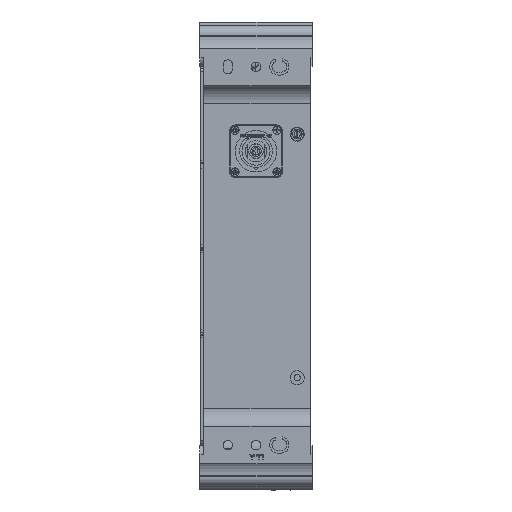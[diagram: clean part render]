
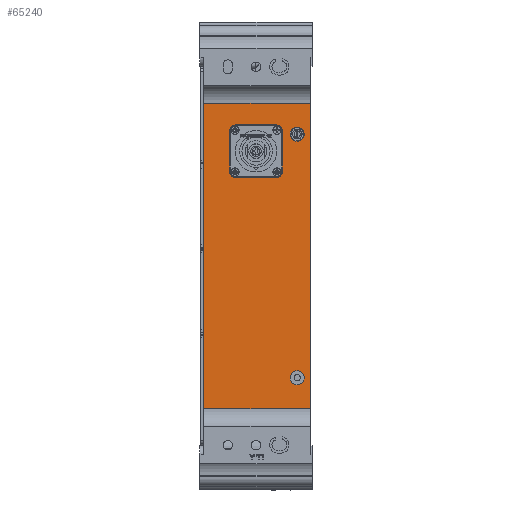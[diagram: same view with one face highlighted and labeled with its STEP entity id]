
A CAD part, left-side view. The second image highlights one B-rep face of the part: STEP entity #65240.
In plain terms, the highlighted planar face has unit normal (-1, 0, 0).
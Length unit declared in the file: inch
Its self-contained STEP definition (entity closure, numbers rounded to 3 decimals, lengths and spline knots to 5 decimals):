
#268 = VERTEX_POINT ( 'NONE', #150611 ) ;
#676 = EDGE_LOOP ( 'NONE', ( #136916, #109501 ) ) ;
#5619 = AXIS2_PLACEMENT_3D ( 'NONE', #114305, #43937, #126188 ) ;
#5955 = CIRCLE ( 'NONE', #31669, 0.1875 ) ;
#6868 = FACE_BOUND ( 'NONE', #676, .T. ) ;
#7320 = EDGE_CURVE ( 'NONE', #36552, #111560, #58761, .T. ) ;
#7997 = EDGE_CURVE ( 'NONE', #52214, #95778, #143044, .T. ) ;
#9516 = AXIS2_PLACEMENT_3D ( 'NONE', #95442, #24912, #107239 ) ;
#10192 = CIRCLE ( 'NONE', #150465, 0.1875 ) ;
#11481 = VECTOR ( 'NONE', #126660, 39.37008 ) ;
#12383 = VECTOR ( 'NONE', #25657, 39.37008 ) ;
#12797 = CARTESIAN_POINT ( 'NONE',  ( -17.1875, 0.895, 4.08649 ) ) ;
#15145 = DIRECTION ( 'NONE',  ( 1., 0., 0. ) ) ;
#15559 = CIRCLE ( 'NONE', #143138, 0.14 ) ;
#18739 = DIRECTION ( 'NONE',  ( 0., 0., 1. ) ) ;
#21606 = AXIS2_PLACEMENT_3D ( 'NONE', #26754, #109097, #38628 ) ;
#24431 = CARTESIAN_POINT ( 'NONE',  ( -17.1875, -1.06, 3.36 ) ) ;
#24595 = DIRECTION ( 'NONE',  ( 0., 0., -1. ) ) ;
#24912 = DIRECTION ( 'NONE',  ( -1., 0., 0. ) ) ;
#25657 = DIRECTION ( 'NONE',  ( 0., 1., 0. ) ) ;
#26663 = EDGE_LOOP ( 'NONE', ( #150164, #95734 ) ) ;
#26754 = CARTESIAN_POINT ( 'NONE',  ( -17.1875, -1.6, 3.25 ) ) ;
#30599 = ORIENTED_EDGE ( 'NONE', *, *, #131136, .T. ) ;
#30605 = DIRECTION ( 'NONE',  ( -1., 0., 0. ) ) ;
#30748 = CARTESIAN_POINT ( 'NONE',  ( -17.1875, -1.6, 3.0625 ) ) ;
#31669 = AXIS2_PLACEMENT_3D ( 'NONE', #85719, #15145, #97482 ) ;
#35208 = ORIENTED_EDGE ( 'NONE', *, *, #121042, .T. ) ;
#36279 = DIRECTION ( 'NONE',  ( 0., 0., 1. ) ) ;
#36552 = VERTEX_POINT ( 'NONE', #90148 ) ;
#36818 = VERTEX_POINT ( 'NONE', #61843 ) ;
#37427 = DIRECTION ( 'NONE',  ( -1., 0., 0. ) ) ;
#38229 = VERTEX_POINT ( 'NONE', #57799 ) ;
#38628 = DIRECTION ( 'NONE',  ( 0., 0., 1. ) ) ;
#40401 = EDGE_CURVE ( 'NONE', #36818, #95645, #86618, .T. ) ;
#40421 = EDGE_CURVE ( 'NONE', #111560, #36552, #145478, .T. ) ;
#40659 = CARTESIAN_POINT ( 'NONE',  ( -17.1875, -1.06, 3.5 ) ) ;
#40780 = EDGE_LOOP ( 'NONE', ( #53179, #88621, #117291, #90445, #129320, #64913, #50923, #136802 ) ) ;
#43793 = LINE ( 'NONE', #72636, #12383 ) ;
#43937 = DIRECTION ( 'NONE',  ( -1., 0., 0. ) ) ;
#43979 = CARTESIAN_POINT ( 'NONE',  ( -17.1875, 0.2, 2.24 ) ) ;
#44497 = VERTEX_POINT ( 'NONE', #43979 ) ;
#47045 = LINE ( 'NONE', #53321, #140948 ) ;
#48823 = PLANE ( 'NONE',  #131907 ) ;
#49510 = VECTOR ( 'NONE', #24595, 39.37008 ) ;
#50923 = ORIENTED_EDGE ( 'NONE', *, *, #143285, .F. ) ;
#52214 = VERTEX_POINT ( 'NONE', #80409 ) ;
#52844 = VECTOR ( 'NONE', #101748, 39.37008 ) ;
#53179 = ORIENTED_EDGE ( 'NONE', *, *, #132524, .F. ) ;
#53321 = CARTESIAN_POINT ( 'NONE',  ( -17.1875, 0.2, 3.36 ) ) ;
#54067 = VECTOR ( 'NONE', #18739, 39.37008 ) ;
#56216 = VERTEX_POINT ( 'NONE', #111408 ) ;
#57799 = CARTESIAN_POINT ( 'NONE',  ( -17.1875, 0.895, -4.08649 ) ) ;
#58171 = CARTESIAN_POINT ( 'NONE',  ( -17.1875, -1.6, -3.25 ) ) ;
#58761 = CIRCLE ( 'NONE', #21606, 0.1875 ) ;
#61339 = AXIS2_PLACEMENT_3D ( 'NONE', #101166, #30605, #112928 ) ;
#61843 = CARTESIAN_POINT ( 'NONE',  ( -17.1875, -1.2, 3.36 ) ) ;
#64913 = ORIENTED_EDGE ( 'NONE', *, *, #147540, .F. ) ;
#65240 = ADVANCED_FACE ( 'NONE', ( #128399, #97065, #6868, #65891 ), #48823, .T. ) ;
#65891 = FACE_BOUND ( 'NONE', #26663, .T. ) ;
#66675 = VERTEX_POINT ( 'NONE', #112483 ) ;
#67010 = DIRECTION ( 'NONE',  ( -1., 0., 0. ) ) ;
#69994 = DIRECTION ( 'NONE',  ( 0., 0., -1. ) ) ;
#72636 = CARTESIAN_POINT ( 'NONE',  ( -17.1875, -2., -4.08649 ) ) ;
#77157 = LINE ( 'NONE', #12797, #49510 ) ;
#77207 = CARTESIAN_POINT ( 'NONE',  ( -17.1875, 0.06, 3.5 ) ) ;
#80409 = CARTESIAN_POINT ( 'NONE',  ( -17.1875, 0.06, 2.1 ) ) ;
#85016 = VECTOR ( 'NONE', #118355, 39.37008 ) ;
#85719 = CARTESIAN_POINT ( 'NONE',  ( -17.1875, -1.6, -3.25 ) ) ;
#86618 = CIRCLE ( 'NONE', #138751, 0.14 ) ;
#88621 = ORIENTED_EDGE ( 'NONE', *, *, #119192, .F. ) ;
#89923 = CARTESIAN_POINT ( 'NONE',  ( -17.1875, -1.06, 2.1 ) ) ;
#90148 = CARTESIAN_POINT ( 'NONE',  ( -17.1875, -1.6, 3.4375 ) ) ;
#90445 = ORIENTED_EDGE ( 'NONE', *, *, #92320, .F. ) ;
#92320 = EDGE_CURVE ( 'NONE', #95645, #95718, #136822, .T. ) ;
#95442 = CARTESIAN_POINT ( 'NONE',  ( -17.1875, -1.6, 3.25 ) ) ;
#95645 = VERTEX_POINT ( 'NONE', #40659 ) ;
#95718 = VERTEX_POINT ( 'NONE', #77207 ) ;
#95734 = ORIENTED_EDGE ( 'NONE', *, *, #129201, .T. ) ;
#95778 = VERTEX_POINT ( 'NONE', #124977 ) ;
#97065 = FACE_BOUND ( 'NONE', #40780, .T. ) ;
#97482 = DIRECTION ( 'NONE',  ( 0., 0., -1. ) ) ;
#101166 = CARTESIAN_POINT ( 'NONE',  ( -17.1875, 0.06, 3.36 ) ) ;
#101748 = DIRECTION ( 'NONE',  ( 0., -1., 0. ) ) ;
#104716 = CARTESIAN_POINT ( 'NONE',  ( -17.1875, -1.6, -3.0625 ) ) ;
#104817 = EDGE_LOOP ( 'NONE', ( #109475, #30599, #35208, #152593 ) ) ;
#106754 = DIRECTION ( 'NONE',  ( -1., 0., 0. ) ) ;
#107239 = DIRECTION ( 'NONE',  ( 0., 0., 1. ) ) ;
#107822 = CARTESIAN_POINT ( 'NONE',  ( -17.1875, 0.2, 3.36 ) ) ;
#107897 = CARTESIAN_POINT ( 'NONE',  ( -17.1875, -2., 4.08649 ) ) ;
#108488 = VERTEX_POINT ( 'NONE', #149939 ) ;
#109097 = DIRECTION ( 'NONE',  ( -1., 0., 0. ) ) ;
#109475 = ORIENTED_EDGE ( 'NONE', *, *, #150108, .F. ) ;
#109501 = ORIENTED_EDGE ( 'NONE', *, *, #40421, .F. ) ;
#110261 = EDGE_CURVE ( 'NONE', #66675, #148189, #10192, .T. ) ;
#111408 = CARTESIAN_POINT ( 'NONE',  ( -17.1875, -1.2, 2.24 ) ) ;
#111560 = VERTEX_POINT ( 'NONE', #30748 ) ;
#112483 = CARTESIAN_POINT ( 'NONE',  ( -17.1875, -1.6, -3.4375 ) ) ;
#112804 = CARTESIAN_POINT ( 'NONE',  ( -17.1875, 0.895, 4.08649 ) ) ;
#112845 = CARTESIAN_POINT ( 'NONE',  ( -17.1875, -1.95, 4.08649 ) ) ;
#112928 = DIRECTION ( 'NONE',  ( 0., 0., 1. ) ) ;
#114305 = CARTESIAN_POINT ( 'NONE',  ( -17.1875, 0.06, 2.24 ) ) ;
#114770 = CARTESIAN_POINT ( 'NONE',  ( -17.1875, -1.06, 3.5 ) ) ;
#116202 = CARTESIAN_POINT ( 'NONE',  ( -17.1875, -1.2, 3.36 ) ) ;
#117291 = ORIENTED_EDGE ( 'NONE', *, *, #136263, .F. ) ;
#118355 = DIRECTION ( 'NONE',  ( 0., 1., 0. ) ) ;
#119192 = EDGE_CURVE ( 'NONE', #145873, #44497, #47045, .T. ) ;
#119700 = DIRECTION ( 'NONE',  ( 0., 0., 1. ) ) ;
#121042 = EDGE_CURVE ( 'NONE', #268, #127948, #147599, .T. ) ;
#124977 = CARTESIAN_POINT ( 'NONE',  ( -17.1875, -1.06, 2.1 ) ) ;
#126188 = DIRECTION ( 'NONE',  ( 0., 0., 1. ) ) ;
#126660 = DIRECTION ( 'NONE',  ( 0., 1., 0. ) ) ;
#127084 = EDGE_CURVE ( 'NONE', #127948, #38229, #77157, .T. ) ;
#127948 = VERTEX_POINT ( 'NONE', #112804 ) ;
#128399 = FACE_OUTER_BOUND ( 'NONE', #104817, .T. ) ;
#129201 = EDGE_CURVE ( 'NONE', #148189, #66675, #5955, .T. ) ;
#129320 = ORIENTED_EDGE ( 'NONE', *, *, #40401, .F. ) ;
#131136 = EDGE_CURVE ( 'NONE', #108488, #268, #144215, .T. ) ;
#131907 = AXIS2_PLACEMENT_3D ( 'NONE', #107897, #37427, #119700 ) ;
#132524 = EDGE_CURVE ( 'NONE', #44497, #52214, #136015, .T. ) ;
#136015 = CIRCLE ( 'NONE', #5619, 0.14 ) ;
#136263 = EDGE_CURVE ( 'NONE', #95718, #145873, #140494, .T. ) ;
#136802 = ORIENTED_EDGE ( 'NONE', *, *, #7997, .F. ) ;
#136822 = LINE ( 'NONE', #114770, #11481 ) ;
#136916 = ORIENTED_EDGE ( 'NONE', *, *, #7320, .F. ) ;
#137484 = CARTESIAN_POINT ( 'NONE',  ( -17.1875, -1.06, 2.24 ) ) ;
#138751 = AXIS2_PLACEMENT_3D ( 'NONE', #24431, #106754, #36279 ) ;
#139482 = DIRECTION ( 'NONE',  ( 0., 0., 1. ) ) ;
#140484 = DIRECTION ( 'NONE',  ( 1., 0., 0. ) ) ;
#140494 = CIRCLE ( 'NONE', #61339, 0.14 ) ;
#140948 = VECTOR ( 'NONE', #147440, 39.37008 ) ;
#141618 = CARTESIAN_POINT ( 'NONE',  ( -17.1875, -2., 4.08649 ) ) ;
#143044 = LINE ( 'NONE', #89923, #52844 ) ;
#143138 = AXIS2_PLACEMENT_3D ( 'NONE', #137484, #67010, #149276 ) ;
#143243 = VECTOR ( 'NONE', #139482, 39.37008 ) ;
#143285 = EDGE_CURVE ( 'NONE', #95778, #56216, #15559, .T. ) ;
#144215 = LINE ( 'NONE', #112845, #54067 ) ;
#145478 = CIRCLE ( 'NONE', #9516, 0.1875 ) ;
#145873 = VERTEX_POINT ( 'NONE', #107822 ) ;
#146942 = LINE ( 'NONE', #116202, #143243 ) ;
#147440 = DIRECTION ( 'NONE',  ( 0., 0., -1. ) ) ;
#147540 = EDGE_CURVE ( 'NONE', #56216, #36818, #146942, .T. ) ;
#147599 = LINE ( 'NONE', #141618, #85016 ) ;
#148189 = VERTEX_POINT ( 'NONE', #104716 ) ;
#149276 = DIRECTION ( 'NONE',  ( 0., 0., -1. ) ) ;
#149939 = CARTESIAN_POINT ( 'NONE',  ( -17.1875, -1.95, -4.08649 ) ) ;
#150108 = EDGE_CURVE ( 'NONE', #108488, #38229, #43793, .T. ) ;
#150164 = ORIENTED_EDGE ( 'NONE', *, *, #110261, .T. ) ;
#150465 = AXIS2_PLACEMENT_3D ( 'NONE', #58171, #140484, #69994 ) ;
#150611 = CARTESIAN_POINT ( 'NONE',  ( -17.1875, -1.95, 4.08649 ) ) ;
#152593 = ORIENTED_EDGE ( 'NONE', *, *, #127084, .T. ) ;
